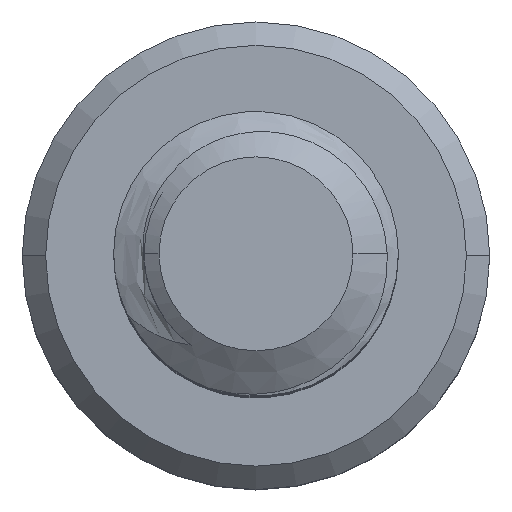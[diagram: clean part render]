
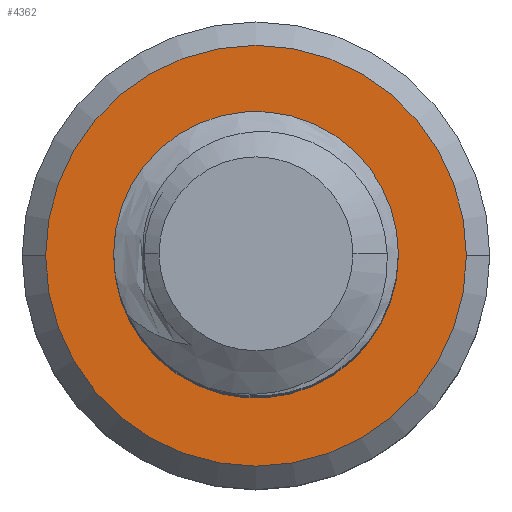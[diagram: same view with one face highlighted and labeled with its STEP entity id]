
A CAD part, top view. The second image highlights one B-rep face of the part: STEP entity #4362.
In plain terms, the highlighted planar face has unit normal (0, 0, 1).
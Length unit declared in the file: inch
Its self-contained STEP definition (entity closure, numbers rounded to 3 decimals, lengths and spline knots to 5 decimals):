
#25 = DIRECTION ( 'NONE',  ( 0., -1., 0. ) ) ;
#64 = CARTESIAN_POINT ( 'NONE',  ( 0., 0., -0.75 ) ) ;
#80 = CARTESIAN_POINT ( 'NONE',  ( 0.07149, -0.03114, -0.75 ) ) ;
#82 = CARTESIAN_POINT ( 'NONE',  ( -0.0168, -0.07512, -0.75 ) ) ;
#114 = CARTESIAN_POINT ( 'NONE',  ( -0.08893, 0.01426, -0.75 ) ) ;
#344 = ORIENTED_EDGE ( 'NONE', *, *, #1332, .T. ) ;
#415 = ORIENTED_EDGE ( 'NONE', *, *, #855, .T. ) ;
#435 = B_SPLINE_CURVE_WITH_KNOTS ( 'NONE', 3,
 ( #3132, #1151, #82, #4169, #3729, #1585, #5732, #5228, #2125, #1615, #3164, #2632, #2057, #5700, #1054, #2592, #1684, #3598, #114, #649, #4237, #1117, #584, #5198 ),
 .UNSPECIFIED., .F., .F.,
 ( 4, 2, 2, 1, 2, 2, 1, 2, 2, 2, 2, 2, 4 ),
 ( 0., 0.125, 0.25, 0.3125, 0.34375, 0.375, 0.4375, 0.46875, 0.5, 0.625, 0.75, 0.875, 1. ),
 .UNSPECIFIED. ) ;
#463 = CIRCLE ( 'NONE', #1439, 0.0747 ) ;
#584 = CARTESIAN_POINT ( 'NONE',  ( -0.07204, 0.06132, -0.75 ) ) ;
#614 = CARTESIAN_POINT ( 'NONE',  ( 0.0618, 0.06314, -0.75 ) ) ;
#649 = CARTESIAN_POINT ( 'NONE',  ( -0.08631, 0.03093, -0.75 ) ) ;
#715 = CARTESIAN_POINT ( 'NONE',  ( 0.05892, -0.04819, -0.75 ) ) ;
#855 = EDGE_CURVE ( 'NONE', #917, #4662, #4155, .T. ) ;
#917 = VERTEX_POINT ( 'NONE', #1114 ) ;
#979 = CARTESIAN_POINT ( 'NONE',  ( 0., 0., -0.75 ) ) ;
#1000 = FACE_OUTER_BOUND ( 'NONE', #2028, .T. ) ;
#1054 = CARTESIAN_POINT ( 'NONE',  ( -0.08026, -0.02866, -0.75 ) ) ;
#1070 = ORIENTED_EDGE ( 'NONE', *, *, #6593, .F. ) ;
#1080 = CARTESIAN_POINT ( 'NONE',  ( 0.0782, -0.01585, -0.75 ) ) ;
#1114 = CARTESIAN_POINT ( 'NONE',  ( 0., 0.095, -0.75 ) ) ;
#1117 = CARTESIAN_POINT ( 'NONE',  ( -0.07658, 0.05427, -0.75 ) ) ;
#1147 = CARTESIAN_POINT ( 'NONE',  ( 0.07966, 0.02987, -0.75 ) ) ;
#1151 = CARTESIAN_POINT ( 'NONE',  ( -0.00843, -0.07558, -0.75 ) ) ;
#1332 = EDGE_CURVE ( 'NONE', #6327, #6622, #4525, .T. ) ;
#1439 = AXIS2_PLACEMENT_3D ( 'NONE', #979, #2524, #6608 ) ;
#1514 = DIRECTION ( 'NONE',  ( 1., 0., 0. ) ) ;
#1585 = CARTESIAN_POINT ( 'NONE',  ( -0.05205, -0.06193, -0.75 ) ) ;
#1615 = CARTESIAN_POINT ( 'NONE',  ( -0.06633, -0.04956, -0.75 ) ) ;
#1681 = CARTESIAN_POINT ( 'NONE',  ( 0.03302, 0.0875, -0.75 ) ) ;
#1684 = CARTESIAN_POINT ( 'NONE',  ( -0.08683, -0.01091, -0.75 ) ) ;
#1706 = DIRECTION ( 'NONE',  ( -1., 0., 0. ) ) ;
#1713 = CARTESIAN_POINT ( 'NONE',  ( 0.05234, -0.0533, -0.75 ) ) ;
#1887 = EDGE_LOOP ( 'NONE', ( #1070, #415, #4478, #4858 ) ) ;
#1977 = AXIS2_PLACEMENT_3D ( 'NONE', #5849, #3371, #2399 ) ;
#2028 = EDGE_LOOP ( 'NONE', ( #344, #3899 ) ) ;
#2057 = CARTESIAN_POINT ( 'NONE',  ( -0.0773, -0.0344, -0.75 ) ) ;
#2125 = CARTESIAN_POINT ( 'NONE',  ( -0.06485, -0.05114, -0.75 ) ) ;
#2154 = CARTESIAN_POINT ( 'NONE',  ( 0., 0.095, -0.75 ) ) ;
#2220 = CARTESIAN_POINT ( 'NONE',  ( 0.01688, 0.09361, -0.75 ) ) ;
#2399 = DIRECTION ( 'NONE',  ( -1., 0., 0. ) ) ;
#2524 = DIRECTION ( 'NONE',  ( 0., 0., -1. ) ) ;
#2531 = VERTEX_POINT ( 'NONE', #5550 ) ;
#2592 = CARTESIAN_POINT ( 'NONE',  ( -0.08456, -0.01901, -0.75 ) ) ;
#2612 = AXIS2_PLACEMENT_3D ( 'NONE', #64, #6630, #25 ) ;
#2628 = CARTESIAN_POINT ( 'NONE',  ( 0.07341, 0.04544, -0.75 ) ) ;
#2632 = CARTESIAN_POINT ( 'NONE',  ( -0.07411, -0.03988, -0.75 ) ) ;
#2693 = CARTESIAN_POINT ( 'NONE',  ( 0.06933, 0.05275, -0.75 ) ) ;
#2762 = CARTESIAN_POINT ( 'NONE',  ( 0.08139, 0.02167, -0.75 ) ) ;
#3029 = CARTESIAN_POINT ( 'NONE',  ( 0.1404, 0., -0.75 ) ) ;
#3132 = CARTESIAN_POINT ( 'NONE',  ( 0., -0.0747, -0.75 ) ) ;
#3164 = CARTESIAN_POINT ( 'NONE',  ( -0.0704, -0.04488, -0.75 ) ) ;
#3186 = CARTESIAN_POINT ( 'NONE',  ( 0., 0., -0.75 ) ) ;
#3220 = CARTESIAN_POINT ( 'NONE',  ( 0.06453, -0.04201, -0.75 ) ) ;
#3303 = EDGE_CURVE ( 'NONE', #5341, #2531, #435, .T. ) ;
#3365 = AXIS2_PLACEMENT_3D ( 'NONE', #5869, #6417, #1514 ) ;
#3371 = DIRECTION ( 'NONE',  ( 0., 0., 1. ) ) ;
#3596 = EDGE_CURVE ( 'NONE', #4662, #5341, #463, .T. ) ;
#3598 = CARTESIAN_POINT ( 'NONE',  ( -0.08904, 0.00584, -0.75 ) ) ;
#3604 = CARTESIAN_POINT ( 'NONE',  ( -0.1404, 0., -0.75 ) ) ;
#3627 = CARTESIAN_POINT ( 'NONE',  ( 0.08143, -0.00358, -0.75 ) ) ;
#3657 = CARTESIAN_POINT ( 'NONE',  ( 0.067, 0.05629, -0.75 ) ) ;
#3726 = CARTESIAN_POINT ( 'NONE',  ( 0.07515, 0.04173, -0.75 ) ) ;
#3729 = CARTESIAN_POINT ( 'NONE',  ( -0.04114, -0.06841, -0.75 ) ) ;
#3791 = CIRCLE ( 'NONE', #3365, 0.095 ) ;
#3899 = ORIENTED_EDGE ( 'NONE', *, *, #6250, .T. ) ;
#4155 = B_SPLINE_CURVE_WITH_KNOTS ( 'NONE', 3,
 ( #2154, #2220, #1681, #6175, #6304, #6209, #614, #3657, #2693, #2628, #3726, #1147, #2762, #5763, #3627, #1080, #5225, #5295, #80, #3220, #715, #1713 ),
 .UNSPECIFIED., .F., .F.,
 ( 4, 2, 2, 2, 2, 2, 2, 2, 2, 2, 4 ),
 ( 0., 0.25, 0.3125, 0.375, 0.4375, 0.5, 0.625, 0.75, 0.8125, 0.875, 1. ),
 .UNSPECIFIED. ) ;
#4169 = CARTESIAN_POINT ( 'NONE',  ( -0.03333, -0.0715, -0.75 ) ) ;
#4237 = CARTESIAN_POINT ( 'NONE',  ( -0.08382, 0.03897, -0.75 ) ) ;
#4362 = ADVANCED_FACE ( 'NONE', ( #5582, #1000 ), #4575, .F. ) ;
#4478 = ORIENTED_EDGE ( 'NONE', *, *, #3596, .T. ) ;
#4525 = CIRCLE ( 'NONE', #4844, 0.1404 ) ;
#4575 = PLANE ( 'NONE',  #2612 ) ;
#4616 = DIRECTION ( 'NONE',  ( 0., 0., 1. ) ) ;
#4662 = VERTEX_POINT ( 'NONE', #5541 ) ;
#4844 = AXIS2_PLACEMENT_3D ( 'NONE', #3186, #4616, #1706 ) ;
#4855 = CIRCLE ( 'NONE', #1977, 0.1404 ) ;
#4858 = ORIENTED_EDGE ( 'NONE', *, *, #3303, .T. ) ;
#4960 = CARTESIAN_POINT ( 'NONE',  ( 0., -0.0747, -0.75 ) ) ;
#5198 = CARTESIAN_POINT ( 'NONE',  ( -0.06656, 0.06778, -0.75 ) ) ;
#5225 = CARTESIAN_POINT ( 'NONE',  ( 0.07682, -0.01981, -0.75 ) ) ;
#5228 = CARTESIAN_POINT ( 'NONE',  ( -0.06185, -0.05408, -0.75 ) ) ;
#5295 = CARTESIAN_POINT ( 'NONE',  ( 0.07345, -0.02748, -0.75 ) ) ;
#5341 = VERTEX_POINT ( 'NONE', #4960 ) ;
#5541 = CARTESIAN_POINT ( 'NONE',  ( 0.05234, -0.0533, -0.75 ) ) ;
#5550 = CARTESIAN_POINT ( 'NONE',  ( -0.06656, 0.06778, -0.75 ) ) ;
#5582 = FACE_BOUND ( 'NONE', #1887, .T. ) ;
#5700 = CARTESIAN_POINT ( 'NONE',  ( -0.0793, -0.03064, -0.75 ) ) ;
#5732 = CARTESIAN_POINT ( 'NONE',  ( -0.05719, -0.0583, -0.75 ) ) ;
#5763 = CARTESIAN_POINT ( 'NONE',  ( 0.0823, 0.00477, -0.75 ) ) ;
#5849 = CARTESIAN_POINT ( 'NONE',  ( 0., 0., -0.75 ) ) ;
#5869 = CARTESIAN_POINT ( 'NONE',  ( 0., 0., -0.75 ) ) ;
#6175 = CARTESIAN_POINT ( 'NONE',  ( 0.04994, 0.07488, -0.75 ) ) ;
#6209 = CARTESIAN_POINT ( 'NONE',  ( 0.05907, 0.06625, -0.75 ) ) ;
#6250 = EDGE_CURVE ( 'NONE', #6622, #6327, #4855, .T. ) ;
#6304 = CARTESIAN_POINT ( 'NONE',  ( 0.05312, 0.07215, -0.75 ) ) ;
#6327 = VERTEX_POINT ( 'NONE', #3604 ) ;
#6417 = DIRECTION ( 'NONE',  ( 0., 0., 1. ) ) ;
#6593 = EDGE_CURVE ( 'NONE', #917, #2531, #3791, .T. ) ;
#6608 = DIRECTION ( 'NONE',  ( 1., 0., 0. ) ) ;
#6622 = VERTEX_POINT ( 'NONE', #3029 ) ;
#6630 = DIRECTION ( 'NONE',  ( 0., 0., -1. ) ) ;
